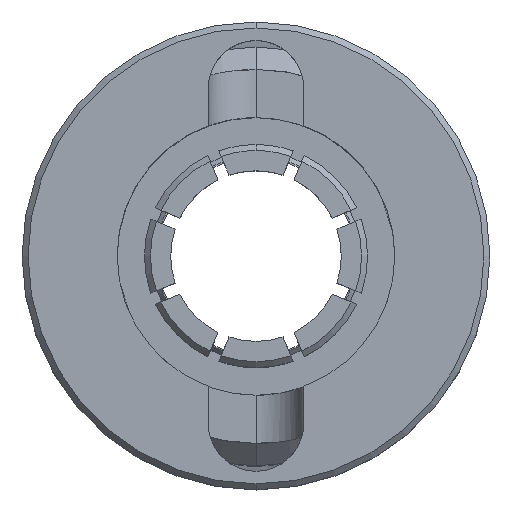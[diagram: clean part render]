
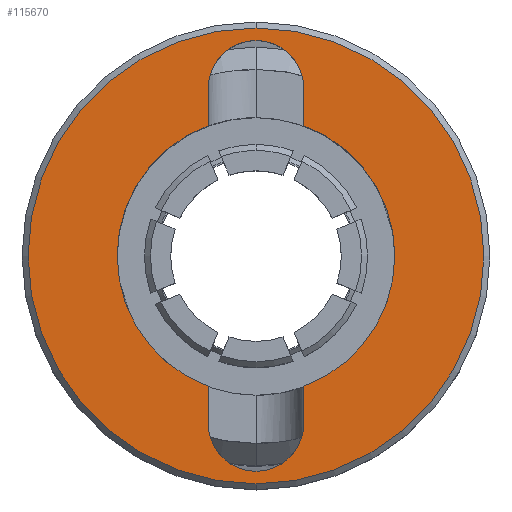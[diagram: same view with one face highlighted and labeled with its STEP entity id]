
A CAD part, top view. The second image highlights one B-rep face of the part: STEP entity #115670.
In plain terms, the highlighted planar face has unit normal (0, 0, 1).
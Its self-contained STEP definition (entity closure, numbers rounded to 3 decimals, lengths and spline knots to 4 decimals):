
#1060 = VERTEX_POINT ( 'NONE', #11635 ) ;
#2151 = EDGE_LOOP ( 'NONE', ( #109506, #8588, #70384, #92452, #153553, #51398, #107864, #166903 ) ) ;
#3031 = CIRCLE ( 'NONE', #73840, 0.8 ) ;
#3659 = AXIS2_PLACEMENT_3D ( 'NONE', #44827, #58634, #154963 ) ;
#5505 = EDGE_CURVE ( 'NONE', #157506, #49927, #56836, .T. ) ;
#8588 = ORIENTED_EDGE ( 'NONE', *, *, #5505, .T. ) ;
#9626 = LINE ( 'NONE', #173135, #82880 ) ;
#10095 = CARTESIAN_POINT ( 'NONE',  ( 0.8, -2.1777, 20.45 ) ) ;
#10185 = CARTESIAN_POINT ( 'NONE',  ( 0., 0., 20.45 ) ) ;
#11166 = VERTEX_POINT ( 'NONE', #176944 ) ;
#11635 = CARTESIAN_POINT ( 'NONE',  ( -0.8, 2.1777, 20.45 ) ) ;
#13012 = DIRECTION ( 'NONE',  ( 0., 1., 0. ) ) ;
#22767 = CARTESIAN_POINT ( 'NONE',  ( -0.8, -2.8, 20.45 ) ) ;
#23963 = DIRECTION ( 'NONE',  ( 0., 1., 0. ) ) ;
#31020 = VECTOR ( 'NONE', #13012, 1000. ) ;
#36091 = EDGE_CURVE ( 'NONE', #177037, #11166, #3031, .T. ) ;
#36894 = DIRECTION ( 'NONE',  ( 0., 0., 1. ) ) ;
#38646 = DIRECTION ( 'NONE',  ( 0., -1., 0. ) ) ;
#38910 = CARTESIAN_POINT ( 'NONE',  ( 0., 0., 20.45 ) ) ;
#39638 = CARTESIAN_POINT ( 'NONE',  ( 0., -2.8, 20.45 ) ) ;
#44827 = CARTESIAN_POINT ( 'NONE',  ( 0., 2.32, 20.45 ) ) ;
#46802 = CARTESIAN_POINT ( 'NONE',  ( 0., 3.81, 20.45 ) ) ;
#47152 = AXIS2_PLACEMENT_3D ( 'NONE', #38910, #135241, #52779 ) ;
#47177 = CARTESIAN_POINT ( 'NONE',  ( 0., 0., 20.45 ) ) ;
#49610 = ORIENTED_EDGE ( 'NONE', *, *, #121280, .T. ) ;
#49927 = VERTEX_POINT ( 'NONE', #10095 ) ;
#51398 = ORIENTED_EDGE ( 'NONE', *, *, #96837, .T. ) ;
#52779 = DIRECTION ( 'NONE',  ( 0., 1., 0. ) ) ;
#53507 = DIRECTION ( 'NONE',  ( 1., 0., 0. ) ) ;
#54285 = ORIENTED_EDGE ( 'NONE', *, *, #160873, .T. ) ;
#56836 = CIRCLE ( 'NONE', #177853, 2.32 ) ;
#58634 = DIRECTION ( 'NONE',  ( 0., 0., 1. ) ) ;
#60705 = CARTESIAN_POINT ( 'NONE',  ( -0.8, -2.1777, 20.45 ) ) ;
#60996 = DIRECTION ( 'NONE',  ( 0., -1., 0. ) ) ;
#69385 = CARTESIAN_POINT ( 'NONE',  ( 0.8, 2.32, 20.45 ) ) ;
#70384 = ORIENTED_EDGE ( 'NONE', *, *, #120908, .F. ) ;
#70782 = CARTESIAN_POINT ( 'NONE',  ( 0., 2.8, 20.45 ) ) ;
#73840 = AXIS2_PLACEMENT_3D ( 'NONE', #70782, #167045, #84619 ) ;
#82880 = VECTOR ( 'NONE', #132186, 1000. ) ;
#84619 = DIRECTION ( 'NONE',  ( 1., 0., 0. ) ) ;
#87339 = EDGE_CURVE ( 'NONE', #110887, #152447, #9626, .T. ) ;
#87575 = AXIS2_PLACEMENT_3D ( 'NONE', #47177, #143473, #60996 ) ;
#92006 = CARTESIAN_POINT ( 'NONE',  ( 0., -3.81, 20.45 ) ) ;
#92452 = ORIENTED_EDGE ( 'NONE', *, *, #116481, .F. ) ;
#94399 = CIRCLE ( 'NONE', #47152, 2.32 ) ;
#96355 = CARTESIAN_POINT ( 'NONE',  ( 0.8, 2.8, 20.45 ) ) ;
#96837 = EDGE_CURVE ( 'NONE', #110887, #1060, #94399, .T. ) ;
#104273 = LINE ( 'NONE', #123100, #31020 ) ;
#106421 = DIRECTION ( 'NONE',  ( 0., 0., -1. ) ) ;
#107864 = ORIENTED_EDGE ( 'NONE', *, *, #161081, .F. ) ;
#109506 = ORIENTED_EDGE ( 'NONE', *, *, #161199, .F. ) ;
#109651 = VERTEX_POINT ( 'NONE', #92006 ) ;
#110887 = VERTEX_POINT ( 'NONE', #60705 ) ;
#111740 = AXIS2_PLACEMENT_3D ( 'NONE', #119300, #36894, #133232 ) ;
#112105 = CIRCLE ( 'NONE', #87575, 3.81 ) ;
#114425 = CARTESIAN_POINT ( 'NONE',  ( 0.8, 2.1777, 20.45 ) ) ;
#115670 = ADVANCED_FACE ( 'NONE', ( #152623, #156923 ), #127241, .T. ) ;
#116481 = EDGE_CURVE ( 'NONE', #152447, #153222, #171821, .T. ) ;
#118456 = VECTOR ( 'NONE', #38646, 1000. ) ;
#119300 = CARTESIAN_POINT ( 'NONE',  ( 0., 0., 20.45 ) ) ;
#119337 = VERTEX_POINT ( 'NONE', #46802 ) ;
#120908 = EDGE_CURVE ( 'NONE', #153222, #49927, #104273, .T. ) ;
#121280 = EDGE_CURVE ( 'NONE', #119337, #109651, #170942, .T. ) ;
#123100 = CARTESIAN_POINT ( 'NONE',  ( 0.8, -2.8, 20.45 ) ) ;
#127118 = LINE ( 'NONE', #134959, #118456 ) ;
#127241 = PLANE ( 'NONE',  #3659 ) ;
#132186 = DIRECTION ( 'NONE',  ( 0., -1., 0. ) ) ;
#133232 = DIRECTION ( 'NONE',  ( 0., -1., 0. ) ) ;
#134959 = CARTESIAN_POINT ( 'NONE',  ( -0.8, -2.8, 20.45 ) ) ;
#135241 = DIRECTION ( 'NONE',  ( 0., 0., -1. ) ) ;
#135955 = DIRECTION ( 'NONE',  ( 0., 0., 1. ) ) ;
#137898 = LINE ( 'NONE', #69385, #142160 ) ;
#138602 = CARTESIAN_POINT ( 'NONE',  ( 0.8, -2.8, 20.45 ) ) ;
#140972 = AXIS2_PLACEMENT_3D ( 'NONE', #39638, #135955, #53507 ) ;
#142160 = VECTOR ( 'NONE', #165649, 1000. ) ;
#143473 = DIRECTION ( 'NONE',  ( 0., 0., 1. ) ) ;
#152447 = VERTEX_POINT ( 'NONE', #22767 ) ;
#152623 = FACE_OUTER_BOUND ( 'NONE', #167923, .T. ) ;
#153222 = VERTEX_POINT ( 'NONE', #138602 ) ;
#153553 = ORIENTED_EDGE ( 'NONE', *, *, #87339, .F. ) ;
#154963 = DIRECTION ( 'NONE',  ( 0., -1., 0. ) ) ;
#156923 = FACE_BOUND ( 'NONE', #2151, .T. ) ;
#157506 = VERTEX_POINT ( 'NONE', #114425 ) ;
#160873 = EDGE_CURVE ( 'NONE', #109651, #119337, #112105, .T. ) ;
#161081 = EDGE_CURVE ( 'NONE', #11166, #1060, #127118, .T. ) ;
#161199 = EDGE_CURVE ( 'NONE', #157506, #177037, #137898, .T. ) ;
#165649 = DIRECTION ( 'NONE',  ( 0., 1., 0. ) ) ;
#166903 = ORIENTED_EDGE ( 'NONE', *, *, #36091, .F. ) ;
#167045 = DIRECTION ( 'NONE',  ( 0., 0., 1. ) ) ;
#167923 = EDGE_LOOP ( 'NONE', ( #49610, #54285 ) ) ;
#170942 = CIRCLE ( 'NONE', #111740, 3.81 ) ;
#171821 = CIRCLE ( 'NONE', #140972, 0.8 ) ;
#173135 = CARTESIAN_POINT ( 'NONE',  ( -0.8, 2.32, 20.45 ) ) ;
#176944 = CARTESIAN_POINT ( 'NONE',  ( -0.8, 2.8, 20.45 ) ) ;
#177037 = VERTEX_POINT ( 'NONE', #96355 ) ;
#177853 = AXIS2_PLACEMENT_3D ( 'NONE', #10185, #106421, #23963 ) ;
